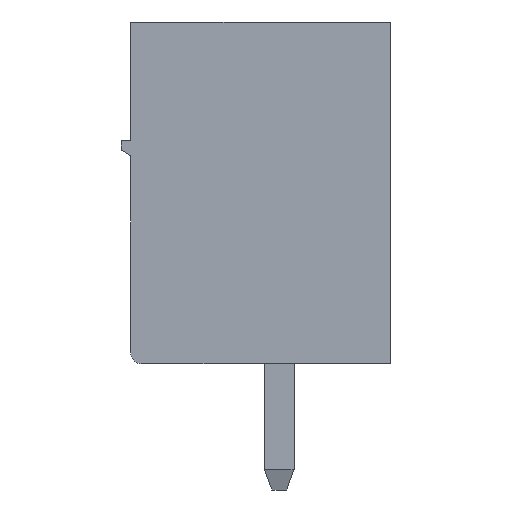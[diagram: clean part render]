
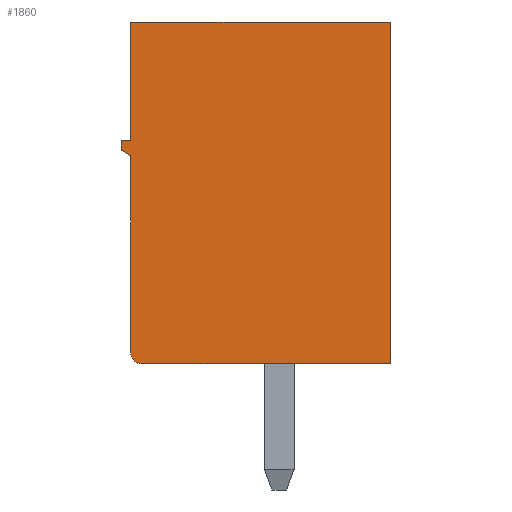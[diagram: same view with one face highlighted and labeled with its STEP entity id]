
A CAD part, left-side view. The second image highlights one B-rep face of the part: STEP entity #1860.
In plain terms, the highlighted planar face has unit normal (-1, 0, 0).
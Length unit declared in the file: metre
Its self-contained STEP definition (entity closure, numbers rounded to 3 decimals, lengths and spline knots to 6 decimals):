
#1860=ADVANCED_FACE('',(#4548),#4549,.T.);
#4548=FACE_OUTER_BOUND('',#8072,.T.);
#4549=PLANE('',#8073);
#8072=EDGE_LOOP('',(#14027,#14028,#14029,#14030,#14031,#14032,#14033,#14034,#14035));
#8073=AXIS2_PLACEMENT_3D('',#14036,#14037,#14038);
#14027=ORIENTED_EDGE('',*,*,#20943,.F.);
#14028=ORIENTED_EDGE('',*,*,#20947,.F.);
#14029=ORIENTED_EDGE('',*,*,#20951,.F.);
#14030=ORIENTED_EDGE('',*,*,#20955,.F.);
#14031=ORIENTED_EDGE('',*,*,#20959,.T.);
#14032=ORIENTED_EDGE('',*,*,#21473,.T.);
#14033=ORIENTED_EDGE('',*,*,#21323,.T.);
#14034=ORIENTED_EDGE('',*,*,#20977,.T.);
#14035=ORIENTED_EDGE('',*,*,#20939,.F.);
#14036=CARTESIAN_POINT('',(-1.087027,0.01036,-0.008267));
#14037=DIRECTION('',(-1.0,0.,0.0));
#14038=DIRECTION('',(0.,-1.0,0.0));
#20939=EDGE_CURVE('',#25009,#25005,#25011,.T.);
#20943=EDGE_CURVE('',#25015,#25009,#25017,.T.);
#20947=EDGE_CURVE('',#25021,#25015,#25023,.T.);
#20951=EDGE_CURVE('',#25027,#25021,#25029,.T.);
#20955=EDGE_CURVE('',#25033,#25027,#25035,.T.);
#20959=EDGE_CURVE('',#25033,#25039,#25041,.T.);
#20977=EDGE_CURVE('',#25072,#25005,#25075,.T.);
#21323=EDGE_CURVE('',#25765,#25072,#25766,.T.);
#21473=EDGE_CURVE('',#25039,#25765,#26029,.T.);
#25005=VERTEX_POINT('',#30934);
#25009=VERTEX_POINT('',#30940);
#25011=LINE('',#30943,#30944);
#25015=VERTEX_POINT('',#30949);
#25017=LINE('',#30952,#30953);
#25021=VERTEX_POINT('',#30958);
#25023=LINE('',#30961,#30962);
#25027=VERTEX_POINT('',#30967);
#25029=LINE('',#30970,#30971);
#25033=VERTEX_POINT('',#30976);
#25035=LINE('',#30979,#30980);
#25039=VERTEX_POINT('',#30984);
#25041=CIRCLE('',#30987,0.0003);
#25072=VERTEX_POINT('',#31031);
#25075=LINE('',#31036,#31037);
#25765=VERTEX_POINT('',#32043);
#25766=LINE('',#32044,#32045);
#26029=LINE('',#32451,#32452);
#30934=CARTESIAN_POINT('',(-1.087027,0.01086,0.000933));
#30940=CARTESIAN_POINT('',(-1.087027,0.01086,-0.002267));
#30943=CARTESIAN_POINT('',(-1.087027,0.01086,-0.008267));
#30944=VECTOR('',#39679,1.0);
#30949=CARTESIAN_POINT('',(-1.087027,0.01111,-0.002267));
#30952=CARTESIAN_POINT('',(-1.087027,0.01036,-0.002267));
#30953=VECTOR('',#39682,1.0);
#30958=CARTESIAN_POINT('',(-1.087027,0.01111,-0.002517));
#30961=CARTESIAN_POINT('',(-1.087027,0.01111,-0.008267));
#30962=VECTOR('',#39685,1.0);
#30967=CARTESIAN_POINT('',(-1.087027,0.01086,-0.002667));
#30970=CARTESIAN_POINT('',(-1.087027,0.008021,-0.00437));
#30971=VECTOR('',#39688,1.0);
#30976=CARTESIAN_POINT('',(-1.087027,0.01086,-0.007967));
#30979=CARTESIAN_POINT('',(-1.087027,0.01086,-0.008267));
#30980=VECTOR('',#39691,1.0);
#30984=CARTESIAN_POINT('',(-1.087027,0.01056,-0.008267));
#30987=AXIS2_PLACEMENT_3D('',#39696,#39697,#39698);
#31031=CARTESIAN_POINT('',(-1.087027,0.00386,0.000933));
#31036=CARTESIAN_POINT('',(-1.087027,0.01036,0.000933));
#31037=VECTOR('',#39717,1.0);
#32043=CARTESIAN_POINT('',(-1.087027,0.00386,-0.008267));
#32044=CARTESIAN_POINT('',(-1.087027,0.00386,-0.008267));
#32045=VECTOR('',#40118,1.0);
#32451=CARTESIAN_POINT('',(-1.087027,0.01036,-0.008267));
#32452=VECTOR('',#40277,1.0);
#39679=DIRECTION('',(0.,0.,1.0));
#39682=DIRECTION('',(0.,-1.0,0.));
#39685=DIRECTION('',(0.,0.,1.0));
#39688=DIRECTION('',(0.,0.857,0.514));
#39691=DIRECTION('',(0.,0.,1.0));
#39696=CARTESIAN_POINT('',(-1.087027,0.01056,-0.007967));
#39697=DIRECTION('',(-1.0,0.,0.0));
#39698=DIRECTION('',(0.,-1.0,0.0));
#39717=DIRECTION('',(0.,1.0,-0.0));
#40118=DIRECTION('',(0.0,0.0,1.0));
#40277=DIRECTION('',(0.,-1.0,0.0));
